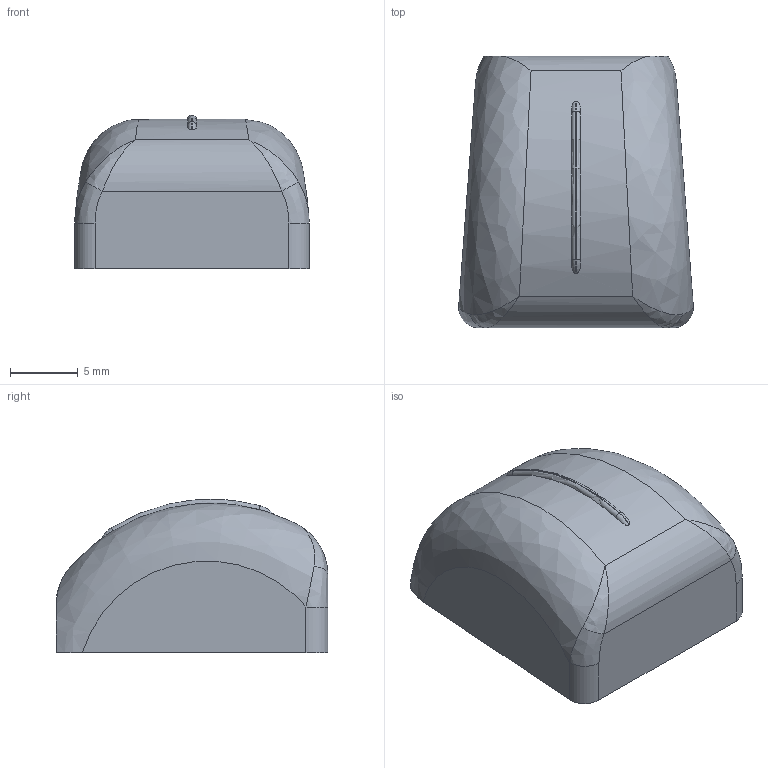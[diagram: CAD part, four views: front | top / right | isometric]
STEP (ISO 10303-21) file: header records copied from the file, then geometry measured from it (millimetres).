
FILE_DESCRIPTION(('FreeCAD Model'),'2;1');
FILE_NAME('Open CASCADE Shape Model','2023-03-15T12:44:29',('Author'),( ''),'Open CASCADE STEP processor 7.6','FreeCAD','Unknown');
FILE_SCHEMA(('AUTOMOTIVE_DESIGN { 1 0 10303 214 1 1 1 1 }'));
Length unit declared in the file: millimetre
Products named in the file (1): Fusion
Bounding box: 17.26 x 20 x 11.3 mm (x, y, z)
Volume: 1855.2 mm3; surface area: 1638.6 mm2
Topology: 1 solids, 1 shells, 58 faces, 150 edges, 96 vertices
Faces by surface type: plane 36, bspline 8, cylinder 8, torus 6
Entity records: 5353 total; most frequent: CARTESIAN_POINT 2160, DIRECTION 466, LINE 322, VECTOR 322, ORIENTED_EDGE 296, PCURVE 296, DEFINITIONAL_REPRESENTATION 296, EDGE_CURVE 148
